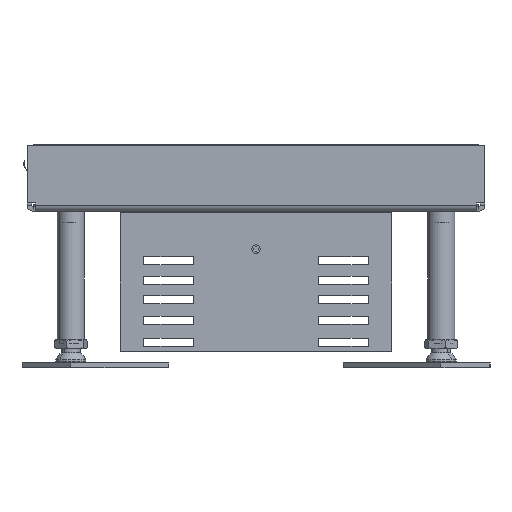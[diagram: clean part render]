
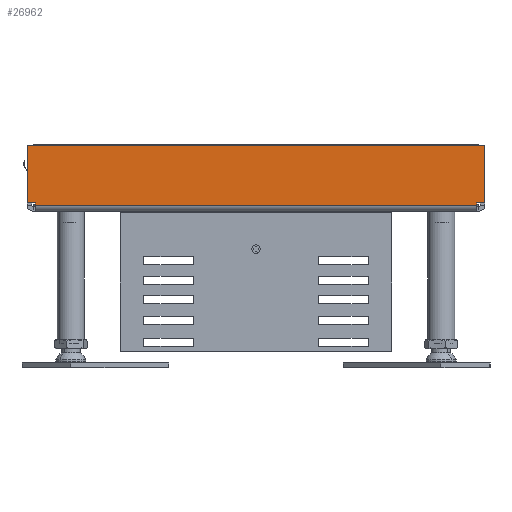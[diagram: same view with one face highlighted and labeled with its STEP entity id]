
A CAD part, left-side view. The second image highlights one B-rep face of the part: STEP entity #26962.
In plain terms, the highlighted planar face has unit normal (-1, 0, 0).
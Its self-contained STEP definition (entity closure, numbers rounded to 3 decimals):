
#1423 = LINE ( 'NONE', #4460, #6706 ) ;
#1764 = CARTESIAN_POINT ( 'NONE',  ( -99.5, -95.9, -28.5 ) ) ;
#2608 = EDGE_LOOP ( 'NONE', ( #20108, #3316, #4343, #16494, #25056, #28425, #12542, #3363 ) ) ;
#3316 = ORIENTED_EDGE ( 'NONE', *, *, #24021, .F. ) ;
#3363 = ORIENTED_EDGE ( 'NONE', *, *, #13013, .T. ) ;
#3367 = CARTESIAN_POINT ( 'NONE',  ( -99.5, -95.9, -24.9 ) ) ;
#3576 = PLANE ( 'NONE',  #22442 ) ;
#3655 = LINE ( 'NONE', #21684, #23216 ) ;
#3787 = VECTOR ( 'NONE', #4369, 1000. ) ;
#4328 = VERTEX_POINT ( 'NONE', #28037 ) ;
#4343 = ORIENTED_EDGE ( 'NONE', *, *, #4573, .F. ) ;
#4369 = DIRECTION ( 'NONE',  ( 0., 0., -1. ) ) ;
#4460 = CARTESIAN_POINT ( 'NONE',  ( -99.5, 99.5, -28.5 ) ) ;
#4573 = EDGE_CURVE ( 'NONE', #4328, #8915, #6341, .T. ) ;
#4645 = VECTOR ( 'NONE', #11111, 1000. ) ;
#4807 = CARTESIAN_POINT ( 'NONE',  ( -99.5, 95.9, -24.9 ) ) ;
#5271 = DIRECTION ( 'NONE',  ( 0., 1., 0. ) ) ;
#5978 = VERTEX_POINT ( 'NONE', #22738 ) ;
#6341 = LINE ( 'NONE', #15750, #21626 ) ;
#6605 = CARTESIAN_POINT ( 'NONE',  ( -99.5, -99.5, 0. ) ) ;
#6706 = VECTOR ( 'NONE', #15951, 1000. ) ;
#7107 = VERTEX_POINT ( 'NONE', #27180 ) ;
#8746 = CARTESIAN_POINT ( 'NONE',  ( -99.5, -99.5, -28.5 ) ) ;
#8915 = VERTEX_POINT ( 'NONE', #3367 ) ;
#11111 = DIRECTION ( 'NONE',  ( 0., 0., 1. ) ) ;
#11864 = VERTEX_POINT ( 'NONE', #4807 ) ;
#12542 = ORIENTED_EDGE ( 'NONE', *, *, #22797, .F. ) ;
#13013 = EDGE_CURVE ( 'NONE', #11864, #7107, #14728, .T. ) ;
#14728 = LINE ( 'NONE', #16070, #15410 ) ;
#15321 = VERTEX_POINT ( 'NONE', #25934 ) ;
#15410 = VECTOR ( 'NONE', #25009, 1000. ) ;
#15750 = CARTESIAN_POINT ( 'NONE',  ( -99.5, -99.5, -24.9 ) ) ;
#15840 = LINE ( 'NONE', #1764, #3787 ) ;
#15951 = DIRECTION ( 'NONE',  ( 0., 0., 1. ) ) ;
#16070 = CARTESIAN_POINT ( 'NONE',  ( -99.5, 95.9, -28.5 ) ) ;
#16494 = ORIENTED_EDGE ( 'NONE', *, *, #17535, .T. ) ;
#17007 = FACE_OUTER_BOUND ( 'NONE', #2608, .T. ) ;
#17014 = LINE ( 'NONE', #27323, #26979 ) ;
#17047 = CARTESIAN_POINT ( 'NONE',  ( -99.5, -99.5, -28.5 ) ) ;
#17535 = EDGE_CURVE ( 'NONE', #4328, #28943, #23472, .T. ) ;
#18092 = EDGE_CURVE ( 'NONE', #5978, #28943, #17014, .T. ) ;
#19381 = EDGE_CURVE ( 'NONE', #15321, #7107, #21312, .T. ) ;
#20108 = ORIENTED_EDGE ( 'NONE', *, *, #19381, .F. ) ;
#20313 = DIRECTION ( 'NONE',  ( 0., -1., 0. ) ) ;
#20875 = VERTEX_POINT ( 'NONE', #21520 ) ;
#21312 = LINE ( 'NONE', #25647, #23083 ) ;
#21520 = CARTESIAN_POINT ( 'NONE',  ( -99.5, 99.5, -24.9 ) ) ;
#21626 = VECTOR ( 'NONE', #26718, 1000. ) ;
#21684 = CARTESIAN_POINT ( 'NONE',  ( -99.5, -99.5, -24.9 ) ) ;
#21824 = DIRECTION ( 'NONE',  ( 0., 0., 1. ) ) ;
#22442 = AXIS2_PLACEMENT_3D ( 'NONE', #17047, #23925, #21824 ) ;
#22738 = CARTESIAN_POINT ( 'NONE',  ( -99.5, 99.5, 0. ) ) ;
#22797 = EDGE_CURVE ( 'NONE', #11864, #20875, #3655, .T. ) ;
#23083 = VECTOR ( 'NONE', #5271, 1000. ) ;
#23216 = VECTOR ( 'NONE', #28585, 1000. ) ;
#23472 = LINE ( 'NONE', #8746, #4645 ) ;
#23925 = DIRECTION ( 'NONE',  ( -1., 0., 0. ) ) ;
#24021 = EDGE_CURVE ( 'NONE', #8915, #15321, #15840, .T. ) ;
#25009 = DIRECTION ( 'NONE',  ( 0., 0., -1. ) ) ;
#25056 = ORIENTED_EDGE ( 'NONE', *, *, #18092, .F. ) ;
#25647 = CARTESIAN_POINT ( 'NONE',  ( -99.5, 95.9, -25.9 ) ) ;
#25934 = CARTESIAN_POINT ( 'NONE',  ( -99.5, -95.9, -25.9 ) ) ;
#26718 = DIRECTION ( 'NONE',  ( 0., 1., 0. ) ) ;
#26962 = ADVANCED_FACE ( 'NONE', ( #17007 ), #3576, .T. ) ;
#26979 = VECTOR ( 'NONE', #20313, 1000. ) ;
#27180 = CARTESIAN_POINT ( 'NONE',  ( -99.5, 95.9, -25.9 ) ) ;
#27308 = EDGE_CURVE ( 'NONE', #20875, #5978, #1423, .T. ) ;
#27323 = CARTESIAN_POINT ( 'NONE',  ( -99.5, -99.5, 0. ) ) ;
#28037 = CARTESIAN_POINT ( 'NONE',  ( -99.5, -99.5, -24.9 ) ) ;
#28425 = ORIENTED_EDGE ( 'NONE', *, *, #27308, .F. ) ;
#28585 = DIRECTION ( 'NONE',  ( 0., 1., 0. ) ) ;
#28943 = VERTEX_POINT ( 'NONE', #6605 ) ;
